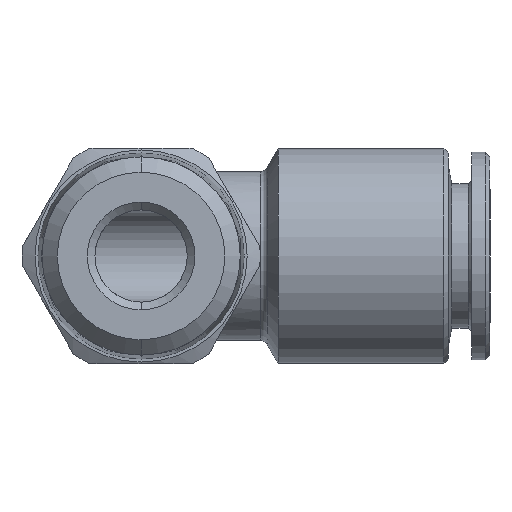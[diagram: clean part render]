
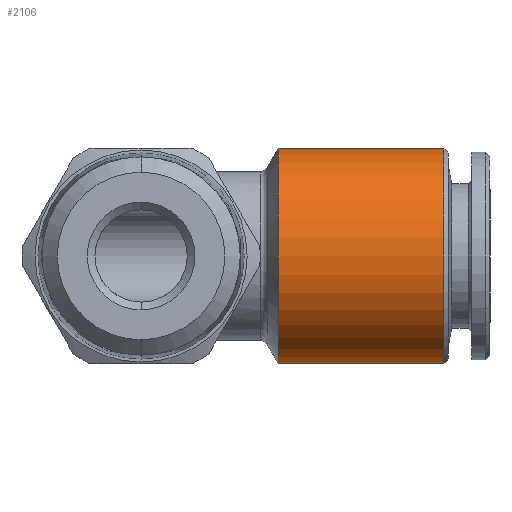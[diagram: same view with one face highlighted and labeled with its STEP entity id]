
A CAD part, front view. The second image highlights one B-rep face of the part: STEP entity #2106.
In plain terms, the highlighted cylindrical face has radius 7 mm (diameter 14 mm), a partial arc.
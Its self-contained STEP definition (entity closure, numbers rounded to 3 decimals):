
#575 = AXIS2_PLACEMENT_3D ( 'NONE', #588, #580, #576 ) ;
#576 = DIRECTION ( 'NONE',  ( 0., 0., 1. ) ) ;
#579 = CYLINDRICAL_SURFACE ( 'NONE', #575, 7. ) ;
#580 = DIRECTION ( 'NONE',  ( -1., 0., 0. ) ) ;
#588 = CARTESIAN_POINT ( 'NONE',  ( 0., 0., 0. ) ) ;
#589 = FACE_OUTER_BOUND ( 'NONE', #2117, .T. ) ;
#718 = CIRCLE ( 'NONE', #787, 7. ) ;
#767 = CARTESIAN_POINT ( 'NONE',  ( 19.7, 0., 0. ) ) ;
#785 = DIRECTION ( 'NONE',  ( 0., 0., 1. ) ) ;
#786 = DIRECTION ( 'NONE',  ( -1., 0., 0. ) ) ;
#787 = AXIS2_PLACEMENT_3D ( 'NONE', #767, #786, #785 ) ;
#827 = LINE ( 'NONE', #868, #872 ) ;
#868 = CARTESIAN_POINT ( 'NONE',  ( 0., 0., -7. ) ) ;
#871 = DIRECTION ( 'NONE',  ( -1., 0., 0. ) ) ;
#872 = VECTOR ( 'NONE', #871, 1000. ) ;
#1160 = DIRECTION ( 'NONE',  ( -1., 0., 0. ) ) ;
#1161 = VECTOR ( 'NONE', #1160, 1000. ) ;
#1162 = CARTESIAN_POINT ( 'NONE',  ( 0., 0., 7. ) ) ;
#1163 = LINE ( 'NONE', #1162, #1161 ) ;
#1239 = CIRCLE ( 'NONE', #1290, 7. ) ;
#1253 = DIRECTION ( 'NONE',  ( 1., 0., 0. ) ) ;
#1278 = DIRECTION ( 'NONE',  ( 0., 0., -1. ) ) ;
#1284 = CARTESIAN_POINT ( 'NONE',  ( 8.923, 0., 0. ) ) ;
#1290 = AXIS2_PLACEMENT_3D ( 'NONE', #1284, #1253, #1278 ) ;
#1752 = VERTEX_POINT ( 'NONE', #2648 ) ;
#1758 = VERTEX_POINT ( 'NONE', #2596 ) ;
#1902 = VERTEX_POINT ( 'NONE', #2901 ) ;
#2023 = VERTEX_POINT ( 'NONE', #3201 ) ;
#2046 = EDGE_CURVE ( 'NONE', #2023, #1902, #1239, .T. ) ;
#2047 = ORIENTED_EDGE ( 'NONE', *, *, #2444, .T. ) ;
#2106 = ADVANCED_FACE ( 'NONE', ( #589 ), #579, .T. ) ;
#2114 = ORIENTED_EDGE ( 'NONE', *, *, #2209, .T. ) ;
#2115 = ORIENTED_EDGE ( 'NONE', *, *, #2046, .T. ) ;
#2117 = EDGE_LOOP ( 'NONE', ( #2120, #2114, #2047, #2115 ) ) ;
#2120 = ORIENTED_EDGE ( 'NONE', *, *, #2420, .F. ) ;
#2209 = EDGE_CURVE ( 'NONE', #1758, #1752, #718, .T. ) ;
#2420 = EDGE_CURVE ( 'NONE', #1758, #1902, #827, .T. ) ;
#2444 = EDGE_CURVE ( 'NONE', #1752, #2023, #1163, .T. ) ;
#2596 = CARTESIAN_POINT ( 'NONE',  ( 19.7, 0., -7. ) ) ;
#2648 = CARTESIAN_POINT ( 'NONE',  ( 19.7, 0., 7. ) ) ;
#2901 = CARTESIAN_POINT ( 'NONE',  ( 8.923, 0., -7. ) ) ;
#3201 = CARTESIAN_POINT ( 'NONE',  ( 8.923, 0., 7. ) ) ;
